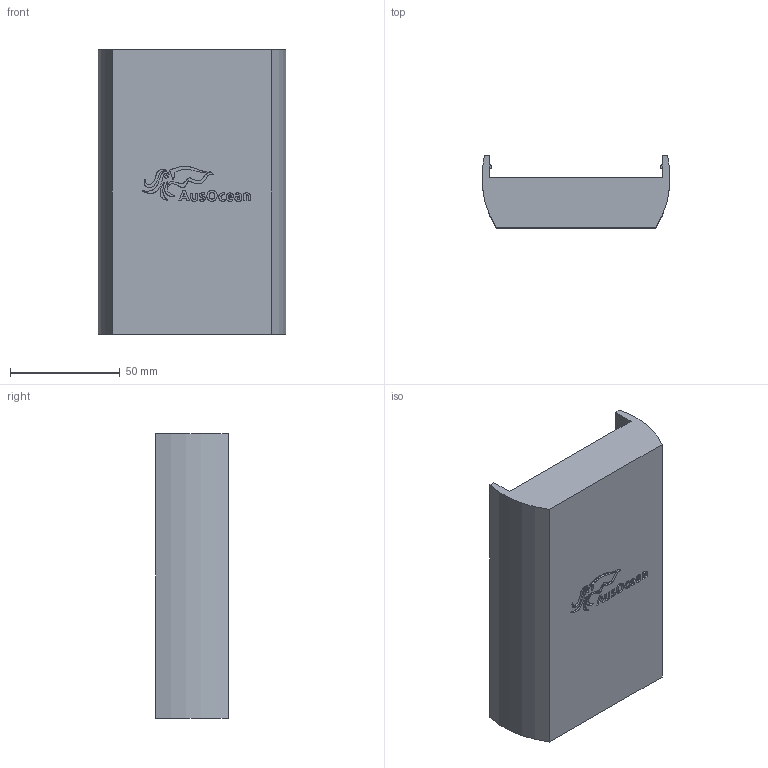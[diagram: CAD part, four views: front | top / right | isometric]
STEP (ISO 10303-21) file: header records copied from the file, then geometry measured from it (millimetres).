
FILE_DESCRIPTION(/* description */ (''),/* implementation_level */ '2;1');
FILE_NAME(/* name */ 'ChargerShell.stp',/* time_stamp */ '2020-11-10T11:11:22+11:00',/* author */ ('frank'),/* organization */ (''),/* preprocessor_version */ 'ST-DEVELOPER v18',/* originating_system */ 'Autodesk Inventor 2020',/* authorisation */ '');
FILE_SCHEMA (('AUTOMOTIVE_DESIGN { 1 0 10303 214 3 1 1 }'));
Length unit declared in the file: millimetre
Products named in the file (1): ChargerShell
Bounding box: 85.76 x 33 x 130 mm (x, y, z)
Volume: 69193.8 mm3; surface area: 44395 mm2
Topology: 1 solids, 1 shells, 722 faces, 2086 edges, 1390 vertices
Faces by surface type: cylinder 607, plane 103, bspline 12
Entity records: 24509 total; most frequent: DIRECTION 4756, CARTESIAN_POINT 4259, ORIENTED_EDGE 4172, EDGE_CURVE 2086, AXIS2_PLACEMENT_3D 1959, VERTEX_POINT 1390, CIRCLE 1224, LINE 838
